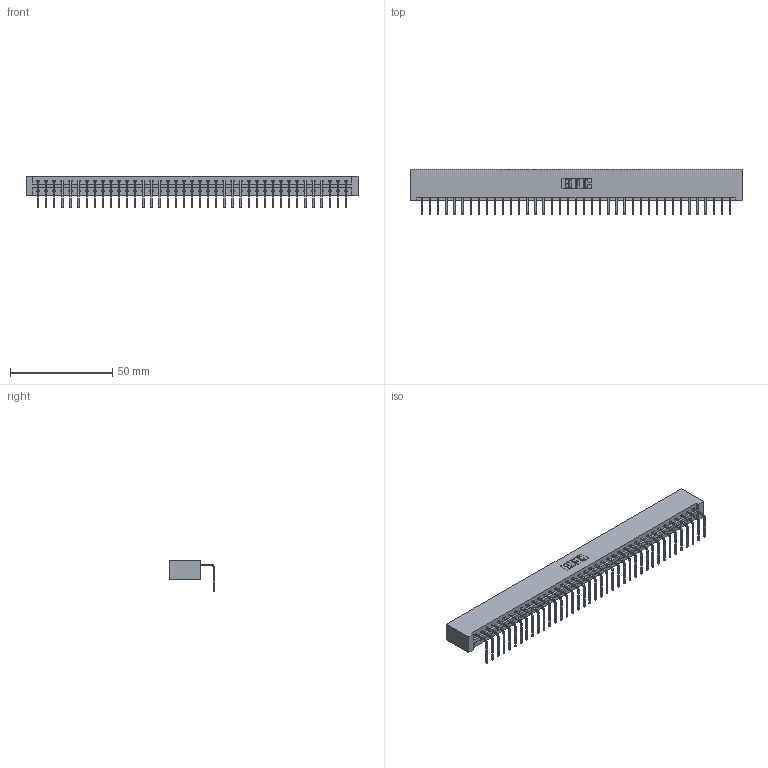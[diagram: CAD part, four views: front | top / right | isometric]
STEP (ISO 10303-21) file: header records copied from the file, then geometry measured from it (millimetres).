
FILE_DESCRIPTION (( 'STEP AP203' ), '1' );
FILE_NAME ('337-039-558-101.STEP', '2019-10-07T14:52:43', ( '' ), ( '' ), 'SwSTEP 2.0', 'SolidWorks 2016', '' );
FILE_SCHEMA (( 'CONFIG_CONTROL_DESIGN' ));
Length unit declared in the file: inch
Products named in the file (3): 337-039-558-101; 345-292-001_558 Tail - 2; 337 Part_No Mounting Lugs
Assembly tree (40 placements, depth 2):
  337-039-558-101
    337 Part_No Mounting Lugs
    345-292-001_558 Tail - 2  x39
Bounding box: 162.41 x 22.17 x 15.37 mm (x, y, z)
Volume: 17710.7 mm3; surface area: 19064.4 mm2
Topology: 40 solids, 40 shells, 2602 faces, 7853 edges, 5182 vertices
Faces by surface type: plane 1938, cylinder 664
Entity records: 29185 total; most frequent: CARTESIAN_POINT 5091, ORIENTED_EDGE 5066, DIRECTION 4283, EDGE_CURVE 2533, VECTOR 2413, LINE 2413, VERTEX_POINT 1686, AXIS2_PLACEMENT_3D 935
